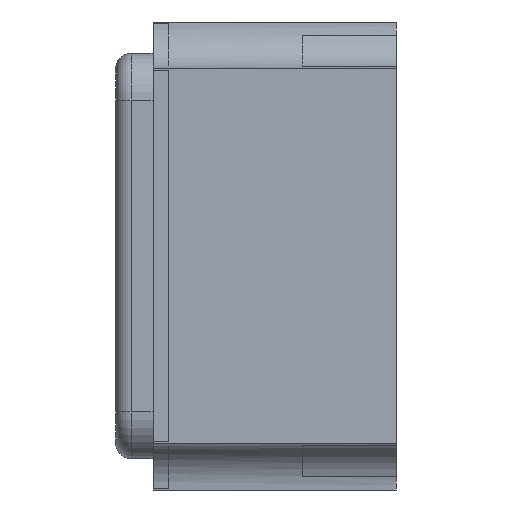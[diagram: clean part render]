
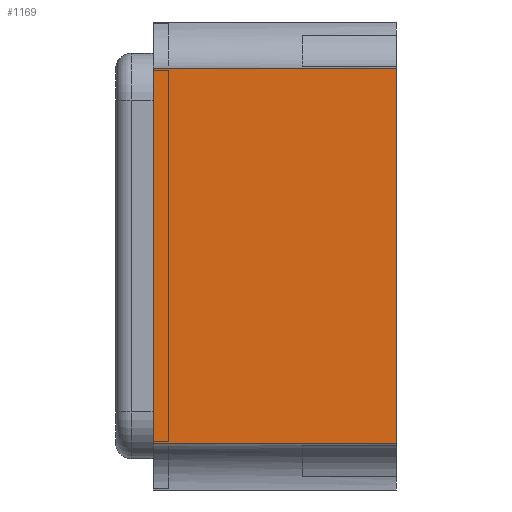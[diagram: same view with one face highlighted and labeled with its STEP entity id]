
A CAD part, left-side view. The second image highlights one B-rep face of the part: STEP entity #1169.
In plain terms, the highlighted planar face has unit normal (-1, 0, 0).
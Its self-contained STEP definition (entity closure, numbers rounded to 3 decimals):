
#22 = DIRECTION ( 'NONE',  ( 0., 1., 0. ) ) ;
#105 = EDGE_CURVE ( 'NONE', #1462, #2962, #657, .T. ) ;
#114 = CARTESIAN_POINT ( 'NONE',  ( -1.6, 0.78, -0.6 ) ) ;
#261 = ORIENTED_EDGE ( 'NONE', *, *, #3284, .T. ) ;
#313 = ORIENTED_EDGE ( 'NONE', *, *, #2525, .F. ) ;
#326 = LINE ( 'NONE', #870, #3239 ) ;
#452 = ORIENTED_EDGE ( 'NONE', *, *, #1534, .F. ) ;
#487 = CARTESIAN_POINT ( 'NONE',  ( -1.6, -3.534, 0.6 ) ) ;
#514 = CARTESIAN_POINT ( 'NONE',  ( -1.6, 0., 0.6 ) ) ;
#657 = LINE ( 'NONE', #114, #3162 ) ;
#707 = CARTESIAN_POINT ( 'NONE',  ( -1.6, -3.534, -0.6 ) ) ;
#724 = CARTESIAN_POINT ( 'NONE',  ( -1.6, 0., -0.6 ) ) ;
#816 = VECTOR ( 'NONE', #2012, 1000. ) ;
#870 = CARTESIAN_POINT ( 'NONE',  ( -1.6, 0., -0.6 ) ) ;
#886 = DIRECTION ( 'NONE',  ( -1., 0., 0. ) ) ;
#1097 = DIRECTION ( 'NONE',  ( 0., 0., -1. ) ) ;
#1169 = ADVANCED_FACE ( 'NONE', ( #1675 ), #2489, .T. ) ;
#1173 = AXIS2_PLACEMENT_3D ( 'NONE', #1363, #886, #1782 ) ;
#1345 = CARTESIAN_POINT ( 'NONE',  ( -1.6, 0.78, -0.6 ) ) ;
#1363 = CARTESIAN_POINT ( 'NONE',  ( -1.6, -3.534, -0.6 ) ) ;
#1462 = VERTEX_POINT ( 'NONE', #1345 ) ;
#1534 = EDGE_CURVE ( 'NONE', #2649, #2674, #326, .T. ) ;
#1675 = FACE_OUTER_BOUND ( 'NONE', #3447, .T. ) ;
#1782 = DIRECTION ( 'NONE',  ( 0., 0., 1. ) ) ;
#1859 = VECTOR ( 'NONE', #22, 1000. ) ;
#2012 = DIRECTION ( 'NONE',  ( 0., 1., 0. ) ) ;
#2489 = PLANE ( 'NONE',  #1173 ) ;
#2525 = EDGE_CURVE ( 'NONE', #2674, #1462, #3363, .T. ) ;
#2649 = VERTEX_POINT ( 'NONE', #514 ) ;
#2674 = VERTEX_POINT ( 'NONE', #724 ) ;
#2791 = DIRECTION ( 'NONE',  ( 0., 0., 1. ) ) ;
#2806 = ORIENTED_EDGE ( 'NONE', *, *, #105, .F. ) ;
#2957 = LINE ( 'NONE', #487, #1859 ) ;
#2962 = VERTEX_POINT ( 'NONE', #3167 ) ;
#3162 = VECTOR ( 'NONE', #2791, 1000. ) ;
#3167 = CARTESIAN_POINT ( 'NONE',  ( -1.6, 0.78, 0.6 ) ) ;
#3239 = VECTOR ( 'NONE', #1097, 1000. ) ;
#3284 = EDGE_CURVE ( 'NONE', #2649, #2962, #2957, .T. ) ;
#3363 = LINE ( 'NONE', #707, #816 ) ;
#3447 = EDGE_LOOP ( 'NONE', ( #452, #261, #2806, #313 ) ) ;
